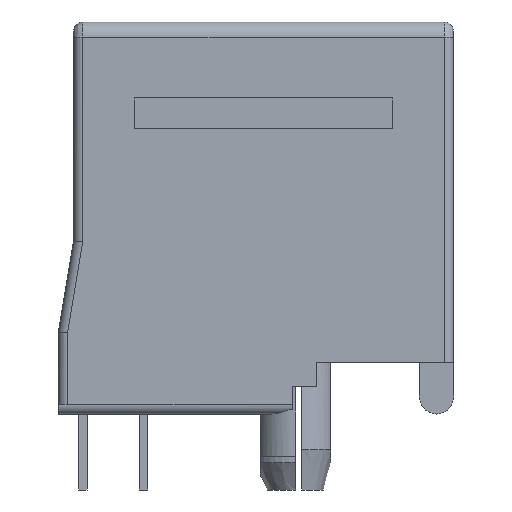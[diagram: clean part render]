
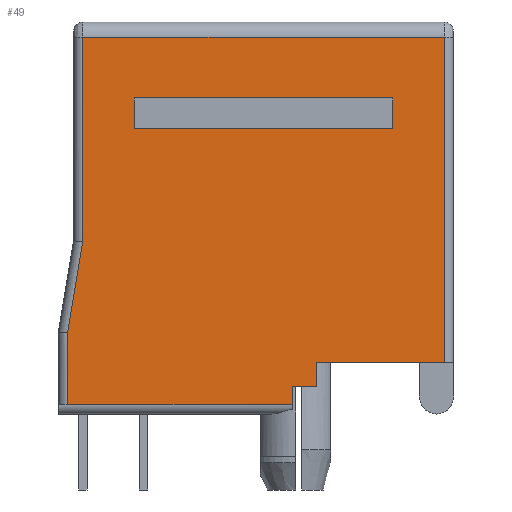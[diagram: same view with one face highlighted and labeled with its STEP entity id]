
A CAD part, left-side view. The second image highlights one B-rep face of the part: STEP entity #49.
In plain terms, the highlighted planar face has unit normal (-1, 0, 0).
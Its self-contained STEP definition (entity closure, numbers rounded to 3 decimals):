
#49=ADVANCED_FACE('',(#225,#226),#227,.F.);
#225=FACE_OUTER_BOUND('',#584,.T.);
#226=FACE_BOUND('',#585,.T.);
#227=PLANE('',#586);
#584=EDGE_LOOP('',(#1048,#1049,#1050,#1051,#1052,#1053,#1054,#1055,#1056,#1057));
#585=EDGE_LOOP('',(#1058,#1059,#1060,#1061));
#586=AXIS2_PLACEMENT_3D('',#1062,#1063,#1064);
#1048=ORIENTED_EDGE('',*,*,#2505,.T.);
#1049=ORIENTED_EDGE('',*,*,#2506,.T.);
#1050=ORIENTED_EDGE('',*,*,#2507,.T.);
#1051=ORIENTED_EDGE('',*,*,#2508,.F.);
#1052=ORIENTED_EDGE('',*,*,#2509,.F.);
#1053=ORIENTED_EDGE('',*,*,#2510,.F.);
#1054=ORIENTED_EDGE('',*,*,#2511,.F.);
#1055=ORIENTED_EDGE('',*,*,#2512,.F.);
#1056=ORIENTED_EDGE('',*,*,#2513,.T.);
#1057=ORIENTED_EDGE('',*,*,#2514,.T.);
#1058=ORIENTED_EDGE('',*,*,#2515,.F.);
#1059=ORIENTED_EDGE('',*,*,#2516,.F.);
#1060=ORIENTED_EDGE('',*,*,#2517,.F.);
#1061=ORIENTED_EDGE('',*,*,#2518,.F.);
#1062=CARTESIAN_POINT('',(-5.715,0.0,0.0));
#1063=DIRECTION('',(1.0,0.0,0.0));
#1064=DIRECTION('',(0.0,1.0,-0.0));
#2505=EDGE_CURVE('',#3000,#3001,#3002,.T.);
#2506=EDGE_CURVE('',#3001,#3003,#3004,.T.);
#2507=EDGE_CURVE('',#3003,#3005,#3006,.T.);
#2508=EDGE_CURVE('',#3007,#3005,#3008,.T.);
#2509=EDGE_CURVE('',#3009,#3007,#3010,.T.);
#2510=EDGE_CURVE('',#3011,#3009,#3012,.T.);
#2511=EDGE_CURVE('',#3013,#3011,#3014,.T.);
#2512=EDGE_CURVE('',#3015,#3013,#3016,.T.);
#2513=EDGE_CURVE('',#3015,#3017,#3018,.T.);
#2514=EDGE_CURVE('',#3017,#3000,#3019,.T.);
#2515=EDGE_CURVE('',#3020,#3021,#3022,.T.);
#2516=EDGE_CURVE('',#3023,#3020,#3024,.T.);
#2517=EDGE_CURVE('',#3025,#3023,#3026,.T.);
#2518=EDGE_CURVE('',#3021,#3025,#3027,.T.);
#3000=VERTEX_POINT('',#3838);
#3001=VERTEX_POINT('',#3839);
#3002=LINE('',#3840,#3841);
#3003=VERTEX_POINT('',#3842);
#3004=LINE('',#3843,#3844);
#3005=VERTEX_POINT('',#3845);
#3006=LINE('',#3846,#3847);
#3007=VERTEX_POINT('',#3848);
#3008=LINE('',#3849,#3850);
#3009=VERTEX_POINT('',#3851);
#3010=LINE('',#3852,#3853);
#3011=VERTEX_POINT('',#3854);
#3012=LINE('',#3855,#3856);
#3013=VERTEX_POINT('',#3857);
#3014=LINE('',#3858,#3859);
#3015=VERTEX_POINT('',#3860);
#3016=LINE('',#3861,#3862);
#3017=VERTEX_POINT('',#3863);
#3018=LINE('',#3864,#3865);
#3019=LINE('',#3866,#3867);
#3020=VERTEX_POINT('',#3868);
#3021=VERTEX_POINT('',#3869);
#3022=LINE('',#3870,#3871);
#3023=VERTEX_POINT('',#3872);
#3024=LINE('',#3873,#3874);
#3025=VERTEX_POINT('',#3875);
#3026=LINE('',#3876,#3877);
#3027=LINE('',#3878,#3879);
#3838=CARTESIAN_POINT('',(-5.715,7.239,-0.635));
#3839=CARTESIAN_POINT('',(-5.715,7.239,-9.176));
#3840=CARTESIAN_POINT('',(-5.715,7.239,-0.635));
#3841=VECTOR('',#5148,8.541);
#3842=CARTESIAN_POINT('',(-5.715,7.874,-12.986));
#3843=CARTESIAN_POINT('',(-5.715,7.239,-9.176));
#3844=VECTOR('',#5149,3.863);
#3845=CARTESIAN_POINT('',(-5.715,7.874,-16.002));
#3846=CARTESIAN_POINT('',(-5.715,7.874,-12.986));
#3847=VECTOR('',#5150,3.016);
#3848=CARTESIAN_POINT('',(-5.715,-1.524,-16.002));
#3849=CARTESIAN_POINT('',(-5.715,-1.524,-16.002));
#3850=VECTOR('',#5151,9.398);
#3851=CARTESIAN_POINT('',(-5.715,-1.524,-15.24));
#3852=CARTESIAN_POINT('',(-5.715,-1.524,-15.24));
#3853=VECTOR('',#5152,0.762);
#3854=CARTESIAN_POINT('',(-5.715,-2.54,-15.24));
#3855=CARTESIAN_POINT('',(-5.715,-2.54,-15.24));
#3856=VECTOR('',#5153,1.016);
#3857=CARTESIAN_POINT('',(-5.715,-2.54,-14.224));
#3858=CARTESIAN_POINT('',(-5.715,-2.54,-14.224));
#3859=VECTOR('',#5154,1.016);
#3860=CARTESIAN_POINT('',(-5.715,-7.874,-14.224));
#3861=CARTESIAN_POINT('',(-5.715,-7.874,-14.224));
#3862=VECTOR('',#5155,5.334);
#3863=CARTESIAN_POINT('',(-5.715,-7.874,-0.635));
#3864=CARTESIAN_POINT('',(-5.715,-7.874,-14.224));
#3865=VECTOR('',#5156,13.589);
#3866=CARTESIAN_POINT('',(-5.715,-7.874,-0.635));
#3867=VECTOR('',#5157,15.113);
#3868=CARTESIAN_POINT('',(-5.715,-5.715,-3.175));
#3869=CARTESIAN_POINT('',(-5.715,5.08,-3.175));
#3870=CARTESIAN_POINT('',(-5.715,-5.715,-3.175));
#3871=VECTOR('',#5158,10.795);
#3872=CARTESIAN_POINT('',(-5.715,-5.715,-4.445));
#3873=CARTESIAN_POINT('',(-5.715,-5.715,-4.445));
#3874=VECTOR('',#5159,1.27);
#3875=CARTESIAN_POINT('',(-5.715,5.08,-4.445));
#3876=CARTESIAN_POINT('',(-5.715,5.08,-4.445));
#3877=VECTOR('',#5160,10.795);
#3878=CARTESIAN_POINT('',(-5.715,5.08,-3.175));
#3879=VECTOR('',#5161,1.27);
#5148=DIRECTION('',(0.0,0.0,-1.0));
#5149=DIRECTION('',(0.0,0.164,-0.986));
#5150=DIRECTION('',(0.0,0.0,-1.0));
#5151=DIRECTION('',(0.0,1.0,0.0));
#5152=DIRECTION('',(0.0,0.0,-1.0));
#5153=DIRECTION('',(0.0,1.0,0.0));
#5154=DIRECTION('',(0.0,0.0,-1.0));
#5155=DIRECTION('',(0.0,1.0,0.0));
#5156=DIRECTION('',(0.0,0.0,1.0));
#5157=DIRECTION('',(0.0,1.0,0.0));
#5158=DIRECTION('',(0.0,1.0,0.0));
#5159=DIRECTION('',(0.0,0.0,1.0));
#5160=DIRECTION('',(0.0,-1.0,0.0));
#5161=DIRECTION('',(0.0,0.0,-1.0));
